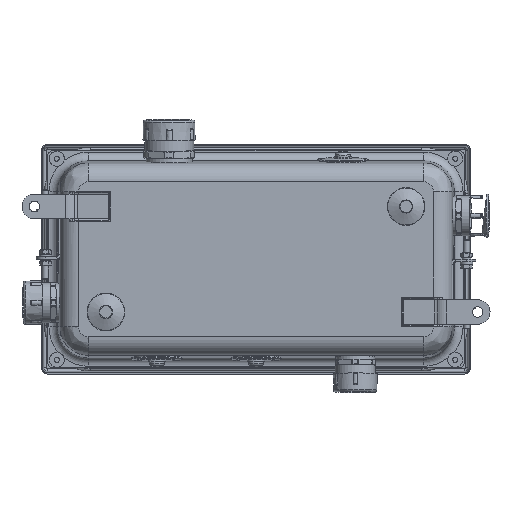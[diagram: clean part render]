
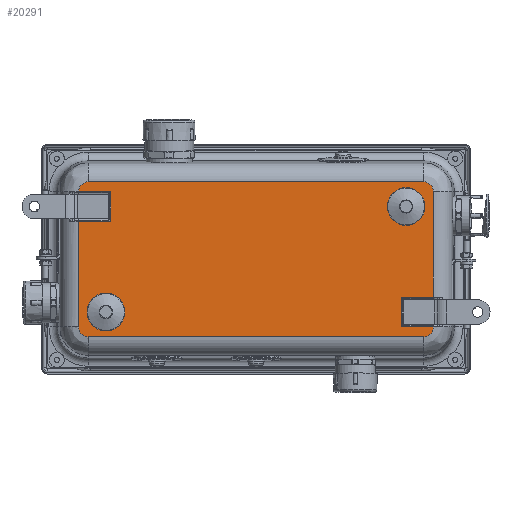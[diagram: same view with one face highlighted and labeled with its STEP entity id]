
A CAD part, front view. The second image highlights one B-rep face of the part: STEP entity #20291.
In plain terms, the highlighted planar face has unit normal (0, -1, 0).
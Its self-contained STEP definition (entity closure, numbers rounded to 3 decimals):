
#464=FACE_BOUND('',#3670,.T.);
#465=FACE_BOUND('',#3671,.T.);
#1294=PLANE('',#22435);
#2394=FACE_OUTER_BOUND('',#3669,.T.);
#3669=EDGE_LOOP('',(#17130,#17131,#17132,#17133,#17134,#17135,#17136,#17137,
#17138,#17139,#17140,#17141,#17142,#17143));
#3670=EDGE_LOOP('',(#17144));
#3671=EDGE_LOOP('',(#17145));
#5231=LINE('',#37646,#6312);
#5232=LINE('',#37648,#6313);
#5233=LINE('',#37650,#6314);
#5234=LINE('',#37652,#6315);
#5235=LINE('',#37656,#6316);
#5236=LINE('',#37660,#6317);
#5237=LINE('',#37662,#6318);
#5238=LINE('',#37664,#6319);
#5239=LINE('',#37666,#6320);
#5240=LINE('',#37670,#6321);
#6312=VECTOR('',#27605,10.);
#6313=VECTOR('',#27606,10.);
#6314=VECTOR('',#27607,10.);
#6315=VECTOR('',#27608,10.);
#6316=VECTOR('',#27611,10.);
#6317=VECTOR('',#27614,10.);
#6318=VECTOR('',#27615,10.);
#6319=VECTOR('',#27616,10.);
#6320=VECTOR('',#27617,10.);
#6321=VECTOR('',#27620,10.);
#7300=CIRCLE('',#22430,15.194);
#7304=CIRCLE('',#22436,7.896);
#7305=CIRCLE('',#22437,7.896);
#7306=CIRCLE('',#22438,7.896);
#7307=CIRCLE('',#22439,7.896);
#7308=CIRCLE('',#22440,15.194);
#9114=VERTEX_POINT('',#37634);
#9117=VERTEX_POINT('',#37644);
#9118=VERTEX_POINT('',#37645);
#9119=VERTEX_POINT('',#37647);
#9120=VERTEX_POINT('',#37649);
#9121=VERTEX_POINT('',#37651);
#9122=VERTEX_POINT('',#37653);
#9123=VERTEX_POINT('',#37655);
#9124=VERTEX_POINT('',#37657);
#9125=VERTEX_POINT('',#37659);
#9126=VERTEX_POINT('',#37661);
#9127=VERTEX_POINT('',#37663);
#9128=VERTEX_POINT('',#37665);
#9129=VERTEX_POINT('',#37667);
#9130=VERTEX_POINT('',#37669);
#9131=VERTEX_POINT('',#37672);
#11828=EDGE_CURVE('',#9114,#9114,#7300,.T.);
#11833=EDGE_CURVE('',#9117,#9118,#5231,.T.);
#11834=EDGE_CURVE('',#9119,#9118,#5232,.T.);
#11835=EDGE_CURVE('',#9120,#9119,#5233,.T.);
#11836=EDGE_CURVE('',#9121,#9120,#5234,.T.);
#11837=EDGE_CURVE('',#9122,#9121,#7304,.T.);
#11838=EDGE_CURVE('',#9123,#9122,#5235,.T.);
#11839=EDGE_CURVE('',#9124,#9123,#7305,.T.);
#11840=EDGE_CURVE('',#9125,#9124,#5236,.T.);
#11841=EDGE_CURVE('',#9126,#9125,#5237,.T.);
#11842=EDGE_CURVE('',#9126,#9127,#5238,.T.);
#11843=EDGE_CURVE('',#9128,#9127,#5239,.T.);
#11844=EDGE_CURVE('',#9129,#9128,#7306,.T.);
#11845=EDGE_CURVE('',#9130,#9129,#5240,.T.);
#11846=EDGE_CURVE('',#9117,#9130,#7307,.T.);
#11847=EDGE_CURVE('',#9131,#9131,#7308,.T.);
#17130=ORIENTED_EDGE('',*,*,#11833,.T.);
#17131=ORIENTED_EDGE('',*,*,#11834,.F.);
#17132=ORIENTED_EDGE('',*,*,#11835,.F.);
#17133=ORIENTED_EDGE('',*,*,#11836,.F.);
#17134=ORIENTED_EDGE('',*,*,#11837,.F.);
#17135=ORIENTED_EDGE('',*,*,#11838,.F.);
#17136=ORIENTED_EDGE('',*,*,#11839,.F.);
#17137=ORIENTED_EDGE('',*,*,#11840,.F.);
#17138=ORIENTED_EDGE('',*,*,#11841,.F.);
#17139=ORIENTED_EDGE('',*,*,#11842,.T.);
#17140=ORIENTED_EDGE('',*,*,#11843,.F.);
#17141=ORIENTED_EDGE('',*,*,#11844,.F.);
#17142=ORIENTED_EDGE('',*,*,#11845,.F.);
#17143=ORIENTED_EDGE('',*,*,#11846,.F.);
#17144=ORIENTED_EDGE('',*,*,#11847,.F.);
#17145=ORIENTED_EDGE('',*,*,#11828,.F.);
#20291=ADVANCED_FACE('',(#2394,#464,#465),#1294,.T.);
#22430=AXIS2_PLACEMENT_3D('',#37635,#27592,#27593);
#22435=AXIS2_PLACEMENT_3D('',#37643,#27603,#27604);
#22436=AXIS2_PLACEMENT_3D('',#37654,#27609,#27610);
#22437=AXIS2_PLACEMENT_3D('',#37658,#27612,#27613);
#22438=AXIS2_PLACEMENT_3D('',#37668,#27618,#27619);
#22439=AXIS2_PLACEMENT_3D('',#37671,#27621,#27622);
#22440=AXIS2_PLACEMENT_3D('',#37673,#27623,#27624);
#27592=DIRECTION('center_axis',(0.,-1.,0.));
#27593=DIRECTION('ref_axis',(1.,0.,0.));
#27603=DIRECTION('center_axis',(0.,-1.,0.));
#27604=DIRECTION('ref_axis',(-1.,0.,0.));
#27605=DIRECTION('',(-1.,0.,0.));
#27606=DIRECTION('',(0.,0.,-1.));
#27607=DIRECTION('',(-1.,0.,0.));
#27608=DIRECTION('',(0.,0.,-1.));
#27609=DIRECTION('center_axis',(0.,1.,0.));
#27610=DIRECTION('ref_axis',(0.707,0.,0.707));
#27611=DIRECTION('',(1.,0.,0.));
#27612=DIRECTION('center_axis',(0.,1.,0.));
#27613=DIRECTION('ref_axis',(-0.707,0.,0.707));
#27614=DIRECTION('',(-1.,0.,0.));
#27615=DIRECTION('',(0.,0.,1.));
#27616=DIRECTION('',(-1.,0.,0.));
#27617=DIRECTION('',(0.,0.,1.));
#27618=DIRECTION('center_axis',(0.,1.,0.));
#27619=DIRECTION('ref_axis',(-0.707,0.,-0.707));
#27620=DIRECTION('',(-1.,0.,0.));
#27621=DIRECTION('center_axis',(0.,1.,0.));
#27622=DIRECTION('ref_axis',(0.707,0.,-0.707));
#27623=DIRECTION('center_axis',(0.,-1.,0.));
#27624=DIRECTION('ref_axis',(1.,0.,0.));
#37634=CARTESIAN_POINT('',(-136.09,4.,-42.5));
#37635=CARTESIAN_POINT('Origin',(-120.896,4.,-42.5));
#37643=CARTESIAN_POINT('Origin',(0.,4.,
0.));
#37644=CARTESIAN_POINT('',(142.896,4.,-54.5));
#37645=CARTESIAN_POINT('',(116.896,4.,-54.5));
#37646=CARTESIAN_POINT('',(58.948,4.,-54.5));
#37647=CARTESIAN_POINT('',(116.896,4.,-30.5));
#37648=CARTESIAN_POINT('',(116.896,4.,-15.75));
#37649=CARTESIAN_POINT('',(142.896,4.,-30.5));
#37650=CARTESIAN_POINT('',(83.948,4.,-30.5));
#37651=CARTESIAN_POINT('',(142.896,4.,54.5));
#37652=CARTESIAN_POINT('',(142.896,4.,27.25));
#37653=CARTESIAN_POINT('',(135.,4.,62.396));
#37654=CARTESIAN_POINT('Origin',(135.,4.,54.5));
#37655=CARTESIAN_POINT('',(-135.,4.,62.396));
#37656=CARTESIAN_POINT('',(-67.5,4.,62.396));
#37657=CARTESIAN_POINT('',(-142.896,4.,54.5));
#37658=CARTESIAN_POINT('Origin',(-135.,4.,54.5));
#37659=CARTESIAN_POINT('',(-116.896,4.,54.5));
#37660=CARTESIAN_POINT('',(-58.948,4.,54.5));
#37661=CARTESIAN_POINT('',(-116.896,4.,30.5));
#37662=CARTESIAN_POINT('',(-116.896,4.,15.75));
#37663=CARTESIAN_POINT('',(-142.896,4.,30.5));
#37664=CARTESIAN_POINT('',(-83.948,4.,30.5));
#37665=CARTESIAN_POINT('',(-142.896,4.,-54.5));
#37666=CARTESIAN_POINT('',(-142.896,4.,-27.25));
#37667=CARTESIAN_POINT('',(-135.,4.,-62.396));
#37668=CARTESIAN_POINT('Origin',(-135.,4.,-54.5));
#37669=CARTESIAN_POINT('',(135.,4.,-62.396));
#37670=CARTESIAN_POINT('',(67.5,4.,-62.396));
#37671=CARTESIAN_POINT('Origin',(135.,4.,-54.5));
#37672=CARTESIAN_POINT('',(105.701,4.,42.5));
#37673=CARTESIAN_POINT('Origin',(120.896,4.,42.5));
